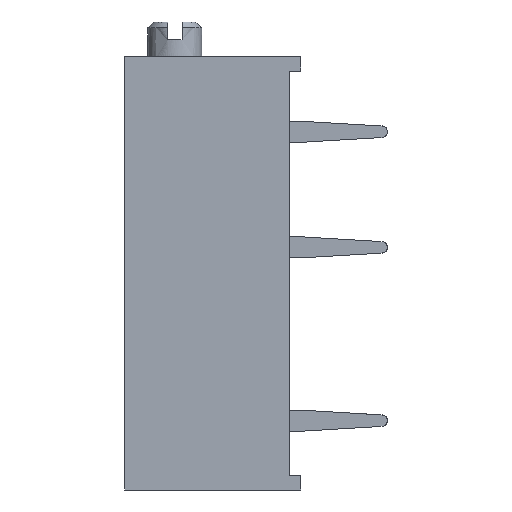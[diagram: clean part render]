
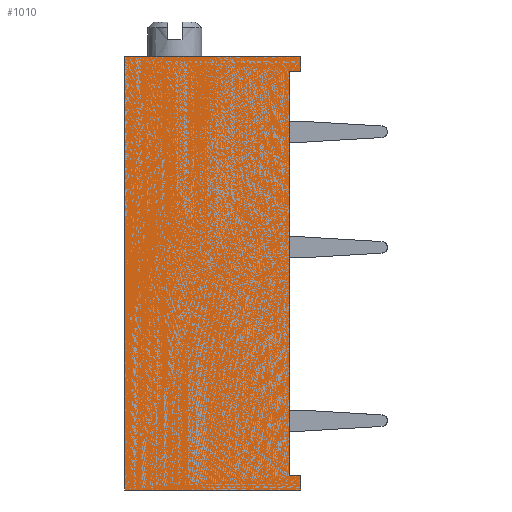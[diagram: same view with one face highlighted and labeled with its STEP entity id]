
A CAD part, left-side view. The second image highlights one B-rep face of the part: STEP entity #1010.
In plain terms, the highlighted planar face has unit normal (-1, 0, 0).
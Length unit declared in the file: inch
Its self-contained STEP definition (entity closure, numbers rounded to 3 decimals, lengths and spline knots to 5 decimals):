
#1010=ADVANCED_FACE('',(#1090),#2798,.T.);
#1090=FACE_OUTER_BOUND('',#1173,.T.);
#1173=EDGE_LOOP('',(#1281,#1282,#1283,#1284,#1285,#1286,#1287,#1288));
#1281=ORIENTED_EDGE('',*,*,#1689,.T.);
#1282=ORIENTED_EDGE('',*,*,#1690,.T.);
#1283=ORIENTED_EDGE('',*,*,#1691,.T.);
#1284=ORIENTED_EDGE('',*,*,#1692,.T.);
#1285=ORIENTED_EDGE('',*,*,#1693,.T.);
#1286=ORIENTED_EDGE('',*,*,#1694,.T.);
#1287=ORIENTED_EDGE('',*,*,#1695,.T.);
#1288=ORIENTED_EDGE('',*,*,#1696,.T.);
#1689=EDGE_CURVE('',#2413,#2414,#2096,.T.);
#1690=EDGE_CURVE('',#2414,#2415,#2097,.T.);
#1691=EDGE_CURVE('',#2415,#2416,#2098,.T.);
#1692=EDGE_CURVE('',#2416,#2417,#2099,.T.);
#1693=EDGE_CURVE('',#2417,#2418,#2100,.T.);
#1694=EDGE_CURVE('',#2418,#2419,#2101,.T.);
#1695=EDGE_CURVE('',#2419,#2420,#2102,.T.);
#1696=EDGE_CURVE('',#2420,#2413,#2103,.T.);
#2096=B_SPLINE_CURVE_WITH_KNOTS('',1,(#3115,#3116),.UNSPECIFIED.,.F.,.F.,
(2,2),(-0.7,0.),.UNSPECIFIED.);
#2097=B_SPLINE_CURVE_WITH_KNOTS('',1,(#3117,#3118),.UNSPECIFIED.,.F.,.F.,
(2,2),(-0.02,0.),.UNSPECIFIED.);
#2098=B_SPLINE_CURVE_WITH_KNOTS('',1,(#3119,#3120),.UNSPECIFIED.,.F.,.F.,
(2,2),(0.,0.025),.UNSPECIFIED.);
#2099=B_SPLINE_CURVE_WITH_KNOTS('',1,(#3121,#3122),.UNSPECIFIED.,.F.,.F.,
(2,2),(0.,0.305),.UNSPECIFIED.);
#2100=B_SPLINE_CURVE_WITH_KNOTS('',1,(#3123,#3124),.UNSPECIFIED.,.F.,.F.,
(2,2),(-0.75,0.),.UNSPECIFIED.);
#2101=B_SPLINE_CURVE_WITH_KNOTS('',1,(#3125,#3126),.UNSPECIFIED.,.F.,.F.,
(2,2),(-0.305,0.),.UNSPECIFIED.);
#2102=B_SPLINE_CURVE_WITH_KNOTS('',1,(#3127,#3128),.UNSPECIFIED.,.F.,.F.,
(2,2),(0.,0.025),.UNSPECIFIED.);
#2103=B_SPLINE_CURVE_WITH_KNOTS('',1,(#3129,#3130),.UNSPECIFIED.,.F.,.F.,
(2,2),(0.,0.02),.UNSPECIFIED.);
#2413=VERTEX_POINT('',#3107);
#2414=VERTEX_POINT('',#3108);
#2415=VERTEX_POINT('',#3109);
#2416=VERTEX_POINT('',#3110);
#2417=VERTEX_POINT('',#3111);
#2418=VERTEX_POINT('',#3112);
#2419=VERTEX_POINT('',#3113);
#2420=VERTEX_POINT('',#3114);
#2798=PLANE('',#2887);
#2887=AXIS2_PLACEMENT_3D('',#3106,#2956,$);
#2956=DIRECTION('',(-1.,0.,0.));
#3106=CARTESIAN_POINT('',(-0.08,0.8842,-1.0512));
#3107=CARTESIAN_POINT('',(-0.08,-0.0325,-0.35));
#3108=CARTESIAN_POINT('',(-0.08,-0.0325,0.35));
#3109=CARTESIAN_POINT('',(-0.08,-0.0525,0.35));
#3110=CARTESIAN_POINT('',(-0.08,-0.0525,0.375));
#3111=CARTESIAN_POINT('',(-0.08,0.2525,0.375));
#3112=CARTESIAN_POINT('',(-0.08,0.2525,-0.375));
#3113=CARTESIAN_POINT('',(-0.08,-0.0525,-0.375));
#3114=CARTESIAN_POINT('',(-0.08,-0.0525,-0.35));
#3115=CARTESIAN_POINT('',(-0.08,-0.0325,-0.35));
#3116=CARTESIAN_POINT('',(-0.08,-0.0325,0.35));
#3117=CARTESIAN_POINT('',(-0.08,-0.0325,0.35));
#3118=CARTESIAN_POINT('',(-0.08,-0.0525,0.35));
#3119=CARTESIAN_POINT('',(-0.08,-0.0525,0.35));
#3120=CARTESIAN_POINT('',(-0.08,-0.0525,0.375));
#3121=CARTESIAN_POINT('',(-0.08,-0.0525,0.375));
#3122=CARTESIAN_POINT('',(-0.08,0.2525,0.375));
#3123=CARTESIAN_POINT('',(-0.08,0.2525,0.375));
#3124=CARTESIAN_POINT('',(-0.08,0.2525,-0.375));
#3125=CARTESIAN_POINT('',(-0.08,0.2525,-0.375));
#3126=CARTESIAN_POINT('',(-0.08,-0.0525,-0.375));
#3127=CARTESIAN_POINT('',(-0.08,-0.0525,-0.375));
#3128=CARTESIAN_POINT('',(-0.08,-0.0525,-0.35));
#3129=CARTESIAN_POINT('',(-0.08,-0.0525,-0.35));
#3130=CARTESIAN_POINT('',(-0.08,-0.0325,-0.35));
